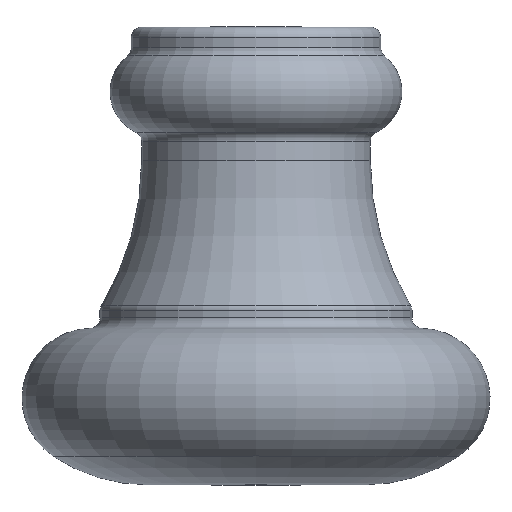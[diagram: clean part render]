
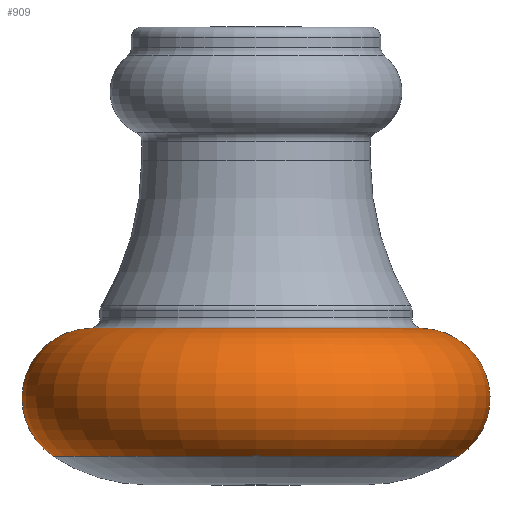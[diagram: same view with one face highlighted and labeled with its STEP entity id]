
A CAD part, top view. The second image highlights one B-rep face of the part: STEP entity #909.
In plain terms, the highlighted toroidal (fillet/blend) face has major radius 15.786 mm and minor radius 6.714 mm.
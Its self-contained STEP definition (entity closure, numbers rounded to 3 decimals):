
#71 = DIRECTION ( 'NONE',  ( -1., 0., 0. ) ) ;
#79 = CARTESIAN_POINT ( 'NONE',  ( 0., 8.333, 0. ) ) ;
#87 = DIRECTION ( 'NONE',  ( 0., 1., 0. ) ) ;
#114 = EDGE_LOOP ( 'NONE', ( #302, #327, #701, #874 ) ) ;
#122 = VERTEX_POINT ( 'NONE', #657 ) ;
#141 = DIRECTION ( 'NONE',  ( -1., 0., 0. ) ) ;
#143 = DIRECTION ( 'NONE',  ( 0., 1., 0. ) ) ;
#145 = EDGE_CURVE ( 'NONE', #483, #694, #354, .T. ) ;
#146 = CARTESIAN_POINT ( 'NONE',  ( 0., 2.738, 0. ) ) ;
#147 = AXIS2_PLACEMENT_3D ( 'NONE', #283, #282, #281 ) ;
#281 = DIRECTION ( 'NONE',  ( 1., 0., 0. ) ) ;
#282 = DIRECTION ( 'NONE',  ( 0., 0., 1. ) ) ;
#283 = CARTESIAN_POINT ( 'NONE',  ( 15.786, 8.333, 0. ) ) ;
#302 = ORIENTED_EDGE ( 'NONE', *, *, #868, .T. ) ;
#327 = ORIENTED_EDGE ( 'NONE', *, *, #808, .T. ) ;
#354 = CIRCLE ( 'NONE', #855, 6.714 ) ;
#369 = AXIS2_PLACEMENT_3D ( 'NONE', #79, #87, #71 ) ;
#439 = CARTESIAN_POINT ( 'NONE',  ( 15.972, 15.044, 0. ) ) ;
#441 = CARTESIAN_POINT ( 'NONE',  ( -15.972, 15.044, 0. ) ) ;
#453 = AXIS2_PLACEMENT_3D ( 'NONE', #624, #623, #620 ) ;
#483 = VERTEX_POINT ( 'NONE', #711 ) ;
#511 = EDGE_CURVE ( 'NONE', #705, #694, #604, .T. ) ;
#538 = CARTESIAN_POINT ( 'NONE',  ( -15.786, 8.333, 0. ) ) ;
#556 = DIRECTION ( 'NONE',  ( -1., 0., 0. ) ) ;
#557 = DIRECTION ( 'NONE',  ( 0., 0., -1. ) ) ;
#602 = FACE_OUTER_BOUND ( 'NONE', #114, .T. ) ;
#604 = CIRCLE ( 'NONE', #453, 15.972 ) ;
#620 = DIRECTION ( 'NONE',  ( 1., 0., 0. ) ) ;
#623 = DIRECTION ( 'NONE',  ( 0., -1., 0. ) ) ;
#624 = CARTESIAN_POINT ( 'NONE',  ( 0., 15.044, 0. ) ) ;
#634 = TOROIDAL_SURFACE ( 'NONE', #369, 15.786, 6.714 ) ;
#657 = CARTESIAN_POINT ( 'NONE',  ( 19.497, 2.738, 0. ) ) ;
#694 = VERTEX_POINT ( 'NONE', #441 ) ;
#701 = ORIENTED_EDGE ( 'NONE', *, *, #511, .T. ) ;
#705 = VERTEX_POINT ( 'NONE', #439 ) ;
#711 = CARTESIAN_POINT ( 'NONE',  ( -19.497, 2.738, 0. ) ) ;
#720 = CIRCLE ( 'NONE', #883, 19.497 ) ;
#808 = EDGE_CURVE ( 'NONE', #122, #705, #879, .T. ) ;
#855 = AXIS2_PLACEMENT_3D ( 'NONE', #538, #557, #556 ) ;
#868 = EDGE_CURVE ( 'NONE', #483, #122, #720, .T. ) ;
#874 = ORIENTED_EDGE ( 'NONE', *, *, #145, .F. ) ;
#879 = CIRCLE ( 'NONE', #147, 6.714 ) ;
#883 = AXIS2_PLACEMENT_3D ( 'NONE', #146, #143, #141 ) ;
#909 = ADVANCED_FACE ( 'NONE', ( #602 ), #634, .T. ) ;
